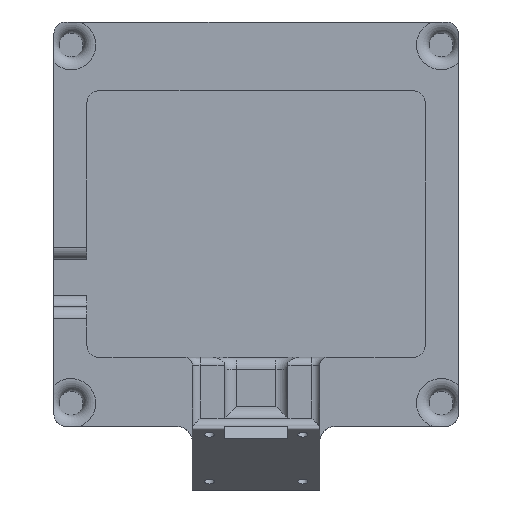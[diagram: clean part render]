
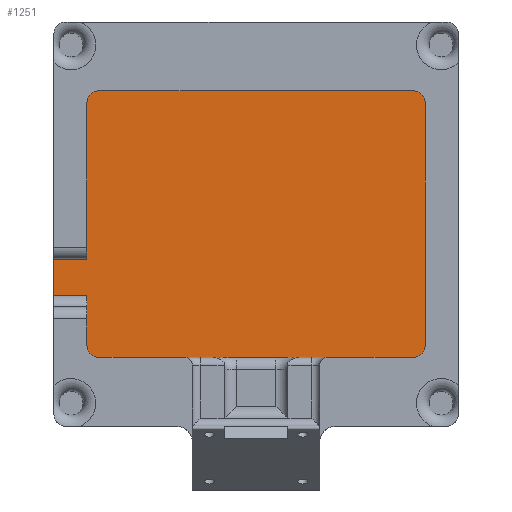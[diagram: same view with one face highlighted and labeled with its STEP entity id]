
A CAD part, top view. The second image highlights one B-rep face of the part: STEP entity #1251.
In plain terms, the highlighted planar face has unit normal (0, 0, 1).
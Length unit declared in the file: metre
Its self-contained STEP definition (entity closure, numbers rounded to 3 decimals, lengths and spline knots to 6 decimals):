
#110=CIRCLE('',#1379,0.003);
#111=CIRCLE('',#1380,0.003);
#112=CIRCLE('',#1381,0.003);
#113=CIRCLE('',#1382,0.003);
#273=ORIENTED_EDGE('',*,*,#527,.F.);
#274=ORIENTED_EDGE('',*,*,#619,.T.);
#275=ORIENTED_EDGE('',*,*,#606,.F.);
#276=ORIENTED_EDGE('',*,*,#620,.T.);
#277=ORIENTED_EDGE('',*,*,#544,.F.);
#278=ORIENTED_EDGE('',*,*,#621,.F.);
#279=ORIENTED_EDGE('',*,*,#533,.F.);
#280=ORIENTED_EDGE('',*,*,#622,.T.);
#281=ORIENTED_EDGE('',*,*,#600,.T.);
#282=ORIENTED_EDGE('',*,*,#623,.T.);
#283=ORIENTED_EDGE('',*,*,#617,.T.);
#284=ORIENTED_EDGE('',*,*,#624,.T.);
#285=ORIENTED_EDGE('',*,*,#519,.F.);
#286=ORIENTED_EDGE('',*,*,#625,.F.);
#519=EDGE_CURVE('',#700,#701,#814,.T.);
#527=EDGE_CURVE('',#708,#709,#819,.T.);
#533=EDGE_CURVE('',#713,#714,#823,.T.);
#544=EDGE_CURVE('',#723,#724,#831,.T.);
#600=EDGE_CURVE('',#769,#770,#867,.T.);
#606=EDGE_CURVE('',#773,#774,#872,.T.);
#617=EDGE_CURVE('',#784,#783,#874,.T.);
#619=EDGE_CURVE('',#708,#774,#876,.T.);
#620=EDGE_CURVE('',#773,#724,#110,.T.);
#621=EDGE_CURVE('',#714,#723,#877,.T.);
#622=EDGE_CURVE('',#713,#769,#111,.T.);
#623=EDGE_CURVE('',#770,#784,#112,.T.);
#624=EDGE_CURVE('',#783,#701,#113,.T.);
#625=EDGE_CURVE('',#709,#700,#878,.T.);
#700=VERTEX_POINT('',#1887);
#701=VERTEX_POINT('',#1889);
#708=VERTEX_POINT('',#1910);
#709=VERTEX_POINT('',#1912);
#713=VERTEX_POINT('',#1929);
#714=VERTEX_POINT('',#1930);
#723=VERTEX_POINT('',#1951);
#724=VERTEX_POINT('',#1953);
#769=VERTEX_POINT('',#2095);
#770=VERTEX_POINT('',#2096);
#773=VERTEX_POINT('',#2105);
#774=VERTEX_POINT('',#2107);
#783=VERTEX_POINT('',#2131);
#784=VERTEX_POINT('',#2133);
#814=LINE('',#1888,#914);
#819=LINE('',#1911,#919);
#823=LINE('',#1928,#923);
#831=LINE('',#1952,#931);
#867=LINE('',#2094,#967);
#872=LINE('',#2106,#972);
#874=LINE('',#2132,#974);
#876=LINE('',#2140,#976);
#877=LINE('',#2142,#977);
#878=LINE('',#2146,#978);
#914=VECTOR('',#1493,1.);
#919=VECTOR('',#1504,1.);
#923=VECTOR('',#1512,1.);
#931=VECTOR('',#1530,1.);
#967=VECTOR('',#1610,1.);
#972=VECTOR('',#1619,1.);
#974=VECTOR('',#1649,1.);
#976=VECTOR('',#1661,1.);
#977=VECTOR('',#1664,1.);
#978=VECTOR('',#1671,1.);
#1037=EDGE_LOOP('',(#273,#274,#275,#276,#277,#278,#279,#280,#281,#282,#283,
#284,#285,#286));
#1131=FACE_BOUND('',#1037,.T.);
#1210=PLANE('',#1378);
#1251=ADVANCED_FACE('',(#1131),#1210,.T.);
#1378=AXIS2_PLACEMENT_3D('',#2139,#1659,#1660);
#1379=AXIS2_PLACEMENT_3D('',#2141,#1662,#1663);
#1380=AXIS2_PLACEMENT_3D('',#2143,#1665,#1666);
#1381=AXIS2_PLACEMENT_3D('',#2144,#1667,#1668);
#1382=AXIS2_PLACEMENT_3D('',#2145,#1669,#1670);
#1493=DIRECTION('',(0.,1.,0.));
#1504=DIRECTION('',(0.,1.,0.));
#1512=DIRECTION('',(-1.,0.,0.));
#1530=DIRECTION('',(-1.,0.,0.));
#1610=DIRECTION('',(0.,1.,0.));
#1619=DIRECTION('',(0.,1.,0.));
#1649=DIRECTION('',(-1.,0.,0.));
#1659=DIRECTION('',(0.,0.,1.));
#1660=DIRECTION('',(1.,0.,0.));
#1661=DIRECTION('',(1.,0.,0.));
#1662=DIRECTION('',(0.,0.,1.));
#1663=DIRECTION('',(1.,0.,0.));
#1664=DIRECTION('',(-1.,0.,0.));
#1665=DIRECTION('',(0.,0.,1.));
#1666=DIRECTION('',(1.,0.,0.));
#1667=DIRECTION('',(0.,0.,1.));
#1668=DIRECTION('',(1.,0.,0.));
#1669=DIRECTION('',(0.,0.,1.));
#1670=DIRECTION('',(1.,0.,0.));
#1671=DIRECTION('',(1.,0.,0.));
#1887=CARTESIAN_POINT('',(-0.0425,-0.0088,0.));
#1888=CARTESIAN_POINT('',(-0.0425,0.,0.));
#1889=CARTESIAN_POINT('',(-0.0425,0.0305,0.));
#1910=CARTESIAN_POINT('',(-0.0508,-0.0178,0.));
#1911=CARTESIAN_POINT('',(-0.0508,0.,0.));
#1912=CARTESIAN_POINT('',(-0.0508,-0.0088,0.));
#1928=CARTESIAN_POINT('',(0.,-0.0335,0.));
#1929=CARTESIAN_POINT('',(0.0395,-0.0335,0.));
#1930=CARTESIAN_POINT('',(0.005,-0.0335,0.));
#1951=CARTESIAN_POINT('',(-0.005,-0.0335,0.));
#1952=CARTESIAN_POINT('',(0.,-0.0335,0.));
#1953=CARTESIAN_POINT('',(-0.0395,-0.0335,0.));
#2094=CARTESIAN_POINT('',(0.0425,0.,0.));
#2095=CARTESIAN_POINT('',(0.0425,-0.0305,0.));
#2096=CARTESIAN_POINT('',(0.0425,0.0305,0.));
#2105=CARTESIAN_POINT('',(-0.0425,-0.0305,0.));
#2106=CARTESIAN_POINT('',(-0.0425,0.,0.));
#2107=CARTESIAN_POINT('',(-0.0425,-0.0178,0.));
#2131=CARTESIAN_POINT('',(-0.0395,0.0335,0.));
#2132=CARTESIAN_POINT('',(0.,0.0335,0.));
#2133=CARTESIAN_POINT('',(0.0395,0.0335,0.));
#2139=CARTESIAN_POINT('',(0.,0.,0.));
#2140=CARTESIAN_POINT('',(0.,-0.0178,0.));
#2141=CARTESIAN_POINT('',(-0.0395,-0.0305,0.));
#2142=CARTESIAN_POINT('',(0.,-0.0335,0.));
#2143=CARTESIAN_POINT('',(0.0395,-0.0305,0.));
#2144=CARTESIAN_POINT('',(0.0395,0.0305,0.));
#2145=CARTESIAN_POINT('',(-0.0395,0.0305,0.));
#2146=CARTESIAN_POINT('',(-0.04665,-0.0088,0.));
